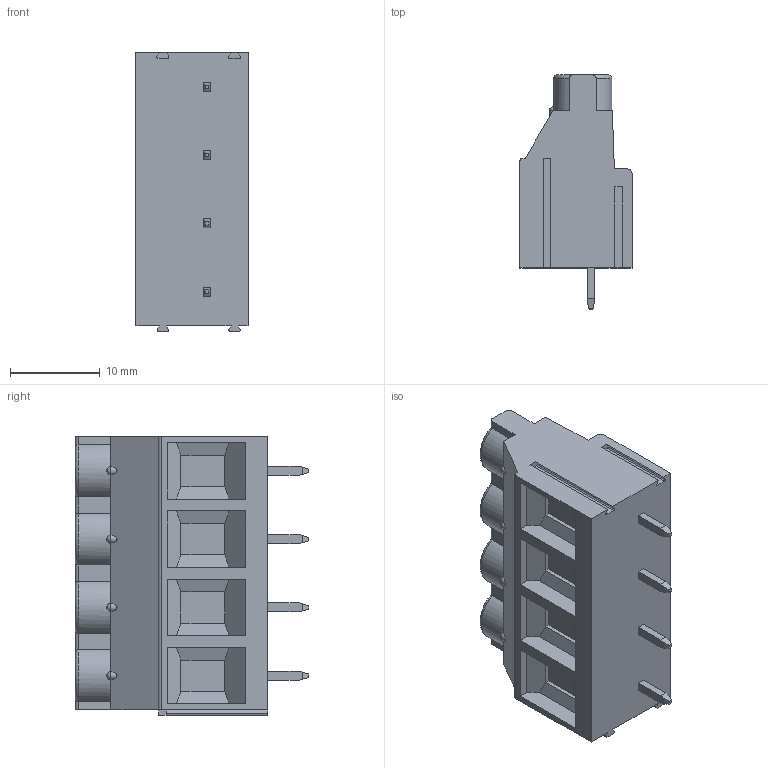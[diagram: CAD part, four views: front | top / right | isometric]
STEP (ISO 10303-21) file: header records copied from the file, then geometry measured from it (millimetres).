
FILE_DESCRIPTION((''),'2;1');
FILE_NAME('TL506V','2025-01-10T',('yanfa'),(''),'PRO/ENGINEER BY PARAMETRIC TECHNOLOGY CORPORATION, 2009280','PRO/ENGINEER BY PARAMETRIC TECHNOLOGY CORPORATION, 2009280','');
FILE_SCHEMA(('AUTOMOTIVE_DESIGN_CC2 { 1 2 10303 214 -1 1 5 2 }'));
Length unit declared in the file: millimetre
Products named in the file (1): TL506V
Bounding box: 12.5 x 26.1 x 31.09 mm (x, y, z)
Volume: 5834.4 mm3; surface area: 3063.2 mm2
Topology: 1 solids, 1 shells, 266 faces, 692 edges, 436 vertices
Faces by surface type: plane 166, cylinder 64, torus 16, cone 16, sphere 4
Entity records: 8366 total; most frequent: CARTESIAN_POINT 1810, ORIENTED_EDGE 1376, DIRECTION 1328, EDGE_CURVE 688, VECTOR 492, LINE 492, VERTEX_POINT 436, AXIS2_PLACEMENT_3D 418
